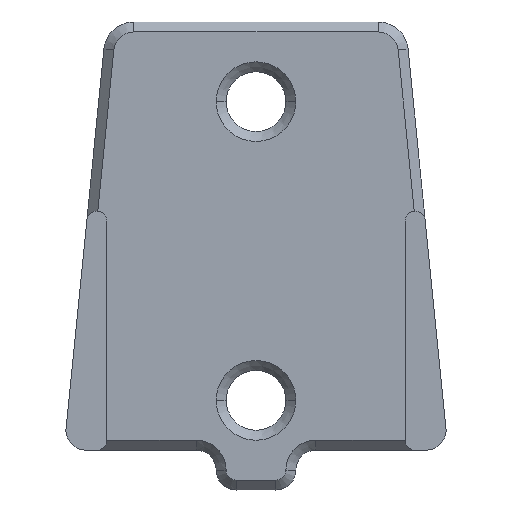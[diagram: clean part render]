
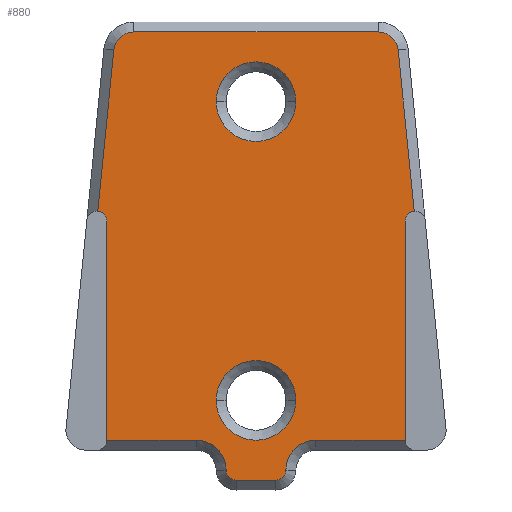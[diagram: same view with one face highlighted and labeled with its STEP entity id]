
A CAD part, front view. The second image highlights one B-rep face of the part: STEP entity #880.
In plain terms, the highlighted planar face has unit normal (0, -1, 0).
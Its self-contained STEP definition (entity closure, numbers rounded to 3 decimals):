
#1=CARTESIAN_POINT('',(0.,0.,7.5));
#2=DIRECTION('',(0.,1.,0.));
#3=DIRECTION('',(1.,0.,0.));
#4=AXIS2_PLACEMENT_3D('',#1,#2,#3);
#6=CARTESIAN_POINT('',(0.,0.,7.5));
#7=DIRECTION('',(0.,1.,0.));
#8=DIRECTION('',(-1.,0.,0.));
#9=AXIS2_PLACEMENT_3D('',#6,#7,#8);
#11=CARTESIAN_POINT('',(0.,0.,-7.5));
#12=DIRECTION('',(0.,1.,0.));
#13=DIRECTION('',(-1.,0.,0.));
#14=AXIS2_PLACEMENT_3D('',#11,#12,#13);
#16=CARTESIAN_POINT('',(0.,0.,-7.5));
#17=DIRECTION('',(0.,1.,0.));
#18=DIRECTION('',(1.,0.,0.));
#19=AXIS2_PLACEMENT_3D('',#16,#17,#18);
#21=DIRECTION('',(-0.1,0.,-0.995));
#22=VECTOR('',#21,8.142);
#23=CARTESIAN_POINT('',(-7.138,0.,
10.1));
#24=LINE('',#23,#22);
#25=CARTESIAN_POINT('',(-6.143,0.,10.));
#26=DIRECTION('',(0.,-1.,0.));
#27=DIRECTION('',(0.,0.,1.));
#28=AXIS2_PLACEMENT_3D('',#25,#26,#27);
#30=DIRECTION('',(-1.,0.,0.));
#31=VECTOR('',#30,12.285);
#32=CARTESIAN_POINT('',(6.143,0.,11.));
#33=LINE('',#32,#31);
#34=CARTESIAN_POINT('',(6.143,0.,10.));
#35=DIRECTION('',(0.,-1.,0.));
#36=DIRECTION('',(0.995,0.,0.1));
#37=AXIS2_PLACEMENT_3D('',#34,#35,#36);
#39=DIRECTION('',(-0.1,0.,0.995));
#40=VECTOR('',#39,8.142);
#41=CARTESIAN_POINT('',(7.948,0.,1.998));
#42=LINE('',#41,#40);
#43=CARTESIAN_POINT('',(7.998,0.,1.5));
#44=DIRECTION('',(0.,-1.,0.));
#45=DIRECTION('',(-0.1,0.,0.995));
#46=AXIS2_PLACEMENT_3D('',#43,#44,#45);
#48=DIRECTION('',(0.,0.,1.));
#49=VECTOR('',#48,11.);
#50=CARTESIAN_POINT('',(7.5,0.,-9.5));
#51=LINE('',#50,#49);
#52=DIRECTION('',(1.,0.,0.));
#53=VECTOR('',#52,4.5);
#54=CARTESIAN_POINT('',(3.,0.,-9.5));
#55=LINE('',#54,#53);
#56=CARTESIAN_POINT('',(3.,0.,-11.));
#57=DIRECTION('',(0.,1.,0.));
#58=DIRECTION('',(-1.,0.,0.));
#59=AXIS2_PLACEMENT_3D('',#56,#57,#58);
#61=CARTESIAN_POINT('',(1.,0.,-11.));
#62=DIRECTION('',(0.,-1.,0.));
#63=DIRECTION('',(0.,0.,-1.));
#64=AXIS2_PLACEMENT_3D('',#61,#62,#63);
#66=DIRECTION('',(1.,0.,0.));
#67=VECTOR('',#66,2.);
#68=CARTESIAN_POINT('',(-1.,0.,
-11.5));
#69=LINE('',#68,#67);
#70=CARTESIAN_POINT('',(-1.,0.,-11.));
#71=DIRECTION('',(0.,-1.,0.));
#72=DIRECTION('',(-1.,0.,0.));
#73=AXIS2_PLACEMENT_3D('',#70,#71,#72);
#75=CARTESIAN_POINT('',(-3.,0.,-11.));
#76=DIRECTION('',(0.,1.,0.));
#77=DIRECTION('',(0.,0.,1.));
#78=AXIS2_PLACEMENT_3D('',#75,#76,#77);
#80=DIRECTION('',(1.,0.,0.));
#81=VECTOR('',#80,4.5);
#82=CARTESIAN_POINT('',(-7.5,0.,-9.5));
#83=LINE('',#82,#81);
#84=DIRECTION('',(0.,0.,1.));
#85=VECTOR('',#84,11.);
#86=CARTESIAN_POINT('',(-7.5,0.,-9.5));
#87=LINE('',#86,#85);
#88=CARTESIAN_POINT('',(-7.998,0.,1.5));
#89=DIRECTION('',(0.,-1.,0.));
#90=DIRECTION('',(1.,0.,0.));
#91=AXIS2_PLACEMENT_3D('',#88,#89,#90);
#681=CARTESIAN_POINT('',(2.,0.,7.5));
#682=CARTESIAN_POINT('',(-2.,0.,7.5));
#683=VERTEX_POINT('',#681);
#684=VERTEX_POINT('',#682);
#705=CARTESIAN_POINT('',(-2.,0.,-7.5));
#706=CARTESIAN_POINT('',(2.,0.,-7.5));
#707=VERTEX_POINT('',#705);
#708=VERTEX_POINT('',#706);
#751=CARTESIAN_POINT('',(-7.138,0.,
10.1));
#752=CARTESIAN_POINT('',(-7.948,0.,1.998));
#753=VERTEX_POINT('',#751);
#754=VERTEX_POINT('',#752);
#755=CARTESIAN_POINT('',(-6.143,0.,11.));
#756=VERTEX_POINT('',#755);
#757=CARTESIAN_POINT('',(6.143,0.,
11.));
#758=VERTEX_POINT('',#757);
#759=CARTESIAN_POINT('',(7.138,0.,10.1));
#760=VERTEX_POINT('',#759);
#761=CARTESIAN_POINT('',(7.948,0.,1.998));
#762=VERTEX_POINT('',#761);
#769=CARTESIAN_POINT('',(3.,0.,
-9.5));
#770=CARTESIAN_POINT('',(7.5,0.,-9.5));
#771=VERTEX_POINT('',#769);
#772=VERTEX_POINT('',#770);
#773=CARTESIAN_POINT('',(7.499,0.,1.5));
#774=VERTEX_POINT('',#773);
#775=CARTESIAN_POINT('',(-7.5,0.,-9.5));
#776=CARTESIAN_POINT('',(-7.499,0.,1.5));
#777=VERTEX_POINT('',#775);
#778=VERTEX_POINT('',#776);
#807=CARTESIAN_POINT('',(-3.,0.,
-9.5));
#808=VERTEX_POINT('',#807);
#813=CARTESIAN_POINT('',(-1.5,0.,-11.));
#814=VERTEX_POINT('',#813);
#817=CARTESIAN_POINT('',(-1.,0.,-11.5));
#818=VERTEX_POINT('',#817);
#821=CARTESIAN_POINT('',(1.,0.,
-11.5));
#822=VERTEX_POINT('',#821);
#825=CARTESIAN_POINT('',(1.5,0.,-11.));
#826=VERTEX_POINT('',#825);
#829=CARTESIAN_POINT('',(0.,0.,0.));
#830=DIRECTION('',(0.,1.,0.));
#831=DIRECTION('',(1.,0.,0.));
#832=AXIS2_PLACEMENT_3D('',#829,#830,#831);
#833=PLANE('',#832);
#835=ORIENTED_EDGE('',*,*,#834,.F.);
#837=ORIENTED_EDGE('',*,*,#836,.F.);
#839=ORIENTED_EDGE('',*,*,#838,.F.);
#841=ORIENTED_EDGE('',*,*,#840,.F.);
#843=ORIENTED_EDGE('',*,*,#842,.F.);
#845=ORIENTED_EDGE('',*,*,#844,.T.);
#847=ORIENTED_EDGE('',*,*,#846,.F.);
#849=ORIENTED_EDGE('',*,*,#848,.F.);
#851=ORIENTED_EDGE('',*,*,#850,.F.);
#853=ORIENTED_EDGE('',*,*,#852,.F.);
#855=ORIENTED_EDGE('',*,*,#854,.F.);
#857=ORIENTED_EDGE('',*,*,#856,.F.);
#859=ORIENTED_EDGE('',*,*,#858,.F.);
#861=ORIENTED_EDGE('',*,*,#860,.F.);
#863=ORIENTED_EDGE('',*,*,#862,.T.);
#865=ORIENTED_EDGE('',*,*,#864,.T.);
#866=EDGE_LOOP('',(#835,#837,#839,#841,#843,#845,#847,#849,#851,#853,#855,#857,
#859,#861,#863,#865));
#867=FACE_OUTER_BOUND('',#866,.F.);
#869=ORIENTED_EDGE('',*,*,#868,.F.);
#871=ORIENTED_EDGE('',*,*,#870,.F.);
#872=EDGE_LOOP('',(#869,#871));
#873=FACE_BOUND('',#872,.F.);
#875=ORIENTED_EDGE('',*,*,#874,.F.);
#877=ORIENTED_EDGE('',*,*,#876,.F.);
#878=EDGE_LOOP('',(#875,#877));
#879=FACE_BOUND('',#878,.F.);
#880=ADVANCED_FACE('',(#867,#873,#879),#833,.F.);
#5=CIRCLE('',#4,2.);
#10=CIRCLE('',#9,2.);
#15=CIRCLE('',#14,2.);
#20=CIRCLE('',#19,2.);
#29=CIRCLE('',#28,1.);
#38=CIRCLE('',#37,1.);
#47=CIRCLE('',#46,0.5);
#60=CIRCLE('',#59,1.5);
#65=CIRCLE('',#64,0.5);
#74=CIRCLE('',#73,0.5);
#79=CIRCLE('',#78,1.5);
#92=CIRCLE('',#91,0.5);
#834=EDGE_CURVE('',#753,#754,#24,.T.);
#836=EDGE_CURVE('',#756,#753,#29,.T.);
#838=EDGE_CURVE('',#758,#756,#33,.T.);
#840=EDGE_CURVE('',#760,#758,#38,.T.);
#842=EDGE_CURVE('',#762,#760,#42,.T.);
#844=EDGE_CURVE('',#762,#774,#47,.T.);
#846=EDGE_CURVE('',#772,#774,#51,.T.);
#848=EDGE_CURVE('',#771,#772,#55,.T.);
#850=EDGE_CURVE('',#826,#771,#60,.T.);
#852=EDGE_CURVE('',#822,#826,#65,.T.);
#854=EDGE_CURVE('',#818,#822,#69,.T.);
#856=EDGE_CURVE('',#814,#818,#74,.T.);
#858=EDGE_CURVE('',#808,#814,#79,.T.);
#860=EDGE_CURVE('',#777,#808,#83,.T.);
#862=EDGE_CURVE('',#777,#778,#87,.T.);
#864=EDGE_CURVE('',#778,#754,#92,.T.);
#868=EDGE_CURVE('',#707,#708,#15,.T.);
#870=EDGE_CURVE('',#708,#707,#20,.T.);
#874=EDGE_CURVE('',#683,#684,#5,.T.);
#876=EDGE_CURVE('',#684,#683,#10,.T.);
